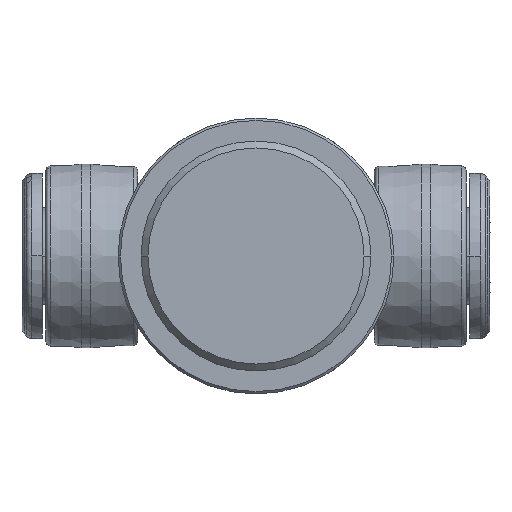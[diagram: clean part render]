
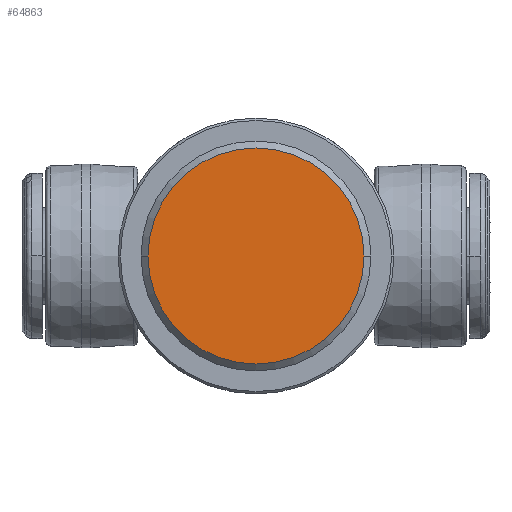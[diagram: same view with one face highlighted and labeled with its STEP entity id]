
A CAD part, front view. The second image highlights one B-rep face of the part: STEP entity #64863.
In plain terms, the highlighted planar face has unit normal (0, -1, 0).
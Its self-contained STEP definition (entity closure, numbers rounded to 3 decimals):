
#62462=CARTESIAN_POINT('',(0.,-135.,0.));
#62463=DIRECTION('',(0.,-1.,0.));
#62464=DIRECTION('',(-1.,0.,0.));
#62465=AXIS2_PLACEMENT_3D('',#62462,#62463,#62464);
#62467=CARTESIAN_POINT('',(0.,-135.,0.));
#62468=DIRECTION('',(0.,-1.,0.));
#62469=DIRECTION('',(1.,0.,0.));
#62470=AXIS2_PLACEMENT_3D('',#62467,#62468,#62469);
#64095=CARTESIAN_POINT('',(-47.,-135.,0.));
#64096=CARTESIAN_POINT('',(47.,-135.,0.));
#64097=VERTEX_POINT('',#64095);
#64098=VERTEX_POINT('',#64096);
#64853=CARTESIAN_POINT('',(0.,-135.,0.));
#64854=DIRECTION('',(0.,1.,0.));
#64855=DIRECTION('',(1.,0.,0.));
#64856=AXIS2_PLACEMENT_3D('',#64853,#64854,#64855);
#64857=PLANE('72',#64856);
#64858=ORIENTED_EDGE('156',*,*,#64843,.F.);
#64860=ORIENTED_EDGE('158',*,*,#64859,.F.);
#64861=EDGE_LOOP('72',(#64858,#64860));
#64862=FACE_OUTER_BOUND('72',#64861,.F.);
#62466=CIRCLE('156',#62465,47.);
#62471=CIRCLE('158',#62470,47.);
#64843=EDGE_CURVE('156',#64097,#64098,#62466,.T.);
#64859=EDGE_CURVE('158',#64098,#64097,#62471,.T.);
#64863=ADVANCED_FACE('72',(#64862),#64857,.F.);
